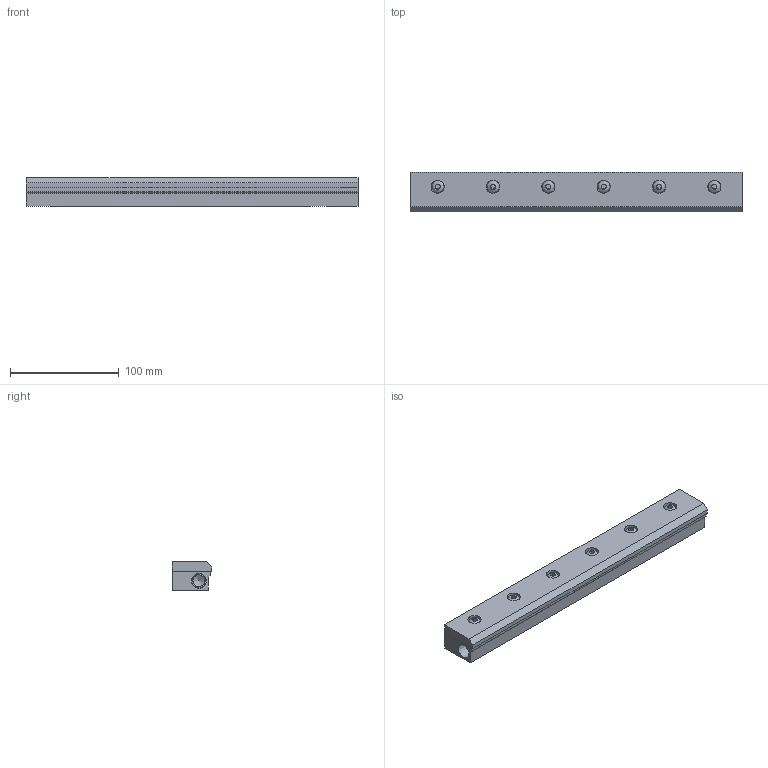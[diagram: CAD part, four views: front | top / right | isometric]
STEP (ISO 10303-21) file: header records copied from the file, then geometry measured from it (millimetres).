
FILE_DESCRIPTION((''),'2;1');
FILE_NAME('110012ss.stp','2010-04-27T10:46:29',('michael witt'),(''),'Autodesk Inventor 2010','Autodesk Inventor 2010','');
FILE_SCHEMA(('AUTOMOTIVE_DESIGN { 1 0 10303 214 1 1 1 1 }'));
Length unit declared in the file: inch
Products named in the file (9): Assembly12; Part212; Part214; Part216; Part218; Part220; Part222; Part224; Part226
Assembly tree (8 placements, depth 2):
  Assembly12
    Part212
    Part214
    Part216
    Part218
    Part220
    Part222
    Part224
    Part226
Bounding box: 304.8 x 36.51 x 26.2 mm (x, y, z)
Volume: 264243.9 mm3; surface area: 69093.6 mm2
Topology: 8 solids, 8 shells, 139 faces, 302 edges, 201 vertices
Faces by surface type: plane 84, cylinder 33, cone 12, bspline 10
Full cylindrical faces by diameter (mm): 5.182 x6, 6.35 x6, 7.163 x6, 10.999 x3, 11.1 x6, 12.065 x6
Entity records: 3990 total; most frequent: CARTESIAN_POINT 889, DIRECTION 613, ORIENTED_EDGE 462, EDGE_LOOP 243, AXIS2_PLACEMENT_3D 236, EDGE_CURVE 231, VERTEX_POINT 184, VECTOR 141
